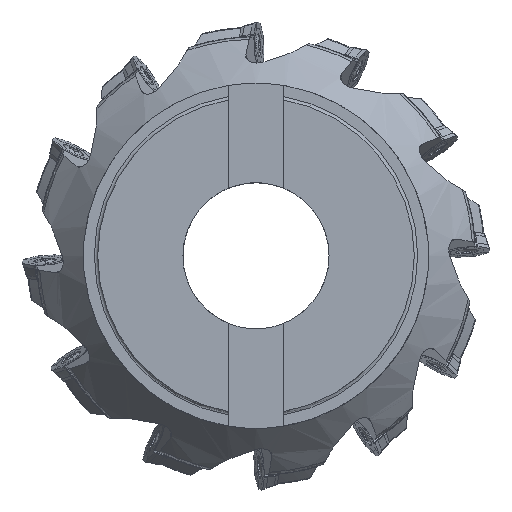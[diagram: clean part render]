
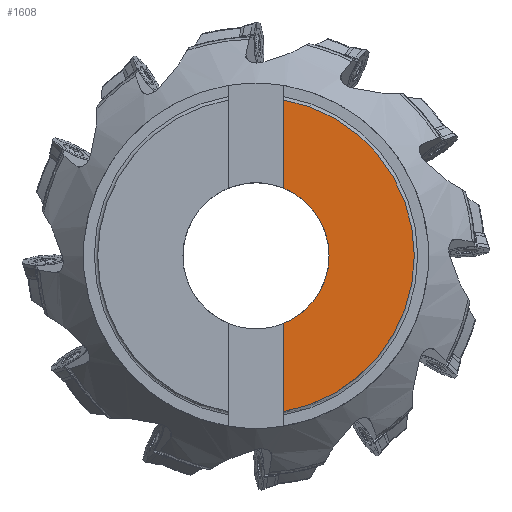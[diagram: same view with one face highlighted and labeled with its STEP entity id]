
A CAD part, top view. The second image highlights one B-rep face of the part: STEP entity #1608.
In plain terms, the highlighted planar face has unit normal (0, 0, 1).
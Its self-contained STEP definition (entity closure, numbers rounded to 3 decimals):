
#1185=CIRCLE('',#13374,25.4);
#1186=CIRCLE('',#13375,55.017);
#1608=ADVANCED_FACE('',(#2472),#2186,.T.);
#2186=PLANE('',#13376);
#2472=FACE_OUTER_BOUND('',#3071,.T.);
#3071=EDGE_LOOP('',(#5321,#5322,#5323,#5324));
#3788=LINE('',#20193,#4128);
#3789=LINE('',#20197,#4129);
#4128=VECTOR('',#14851,1.);
#4129=VECTOR('',#14854,1.);
#5321=ORIENTED_EDGE('',*,*,#10352,.T.);
#5322=ORIENTED_EDGE('',*,*,#10353,.F.);
#5323=ORIENTED_EDGE('',*,*,#10354,.F.);
#5324=ORIENTED_EDGE('',*,*,#10355,.F.);
#8841=VERTEX_POINT('',#20191);
#8842=VERTEX_POINT('',#20192);
#8843=VERTEX_POINT('',#20194);
#8844=VERTEX_POINT('',#20196);
#10352=EDGE_CURVE('',#8841,#8842,#1185,.T.);
#10353=EDGE_CURVE('',#8843,#8842,#3788,.T.);
#10354=EDGE_CURVE('',#8844,#8843,#1186,.T.);
#10355=EDGE_CURVE('',#8841,#8844,#3789,.T.);
#13374=AXIS2_PLACEMENT_3D('',#20190,#14849,#14850);
#13375=AXIS2_PLACEMENT_3D('',#20195,#14852,#14853);
#13376=AXIS2_PLACEMENT_3D('',#20198,#14855,#14856);
#14849=DIRECTION('',(0.,0.,-1.));
#14850=DIRECTION('',(1.,0.,0.));
#14851=DIRECTION('',(0.,1.,0.));
#14852=DIRECTION('',(0.,0.,-1.));
#14853=DIRECTION('',(1.,0.,0.));
#14854=DIRECTION('',(0.,1.,0.));
#14855=DIRECTION('',(0.,0.,1.));
#14856=DIRECTION('',(-1.,0.,0.));
#20190=CARTESIAN_POINT('',(0.,0.,0.));
#20191=CARTESIAN_POINT('',(9.633,23.503,0.));
#20192=CARTESIAN_POINT('',(9.633,-23.503,0.));
#20193=CARTESIAN_POINT('',(9.633,67.425,0.));
#20194=CARTESIAN_POINT('',(9.633,-54.167,0.));
#20195=CARTESIAN_POINT('',(0.,0.,0.));
#20196=CARTESIAN_POINT('',(9.633,54.167,0.));
#20197=CARTESIAN_POINT('',(9.633,0.,0.));
#20198=CARTESIAN_POINT('',(0.,0.,0.));
